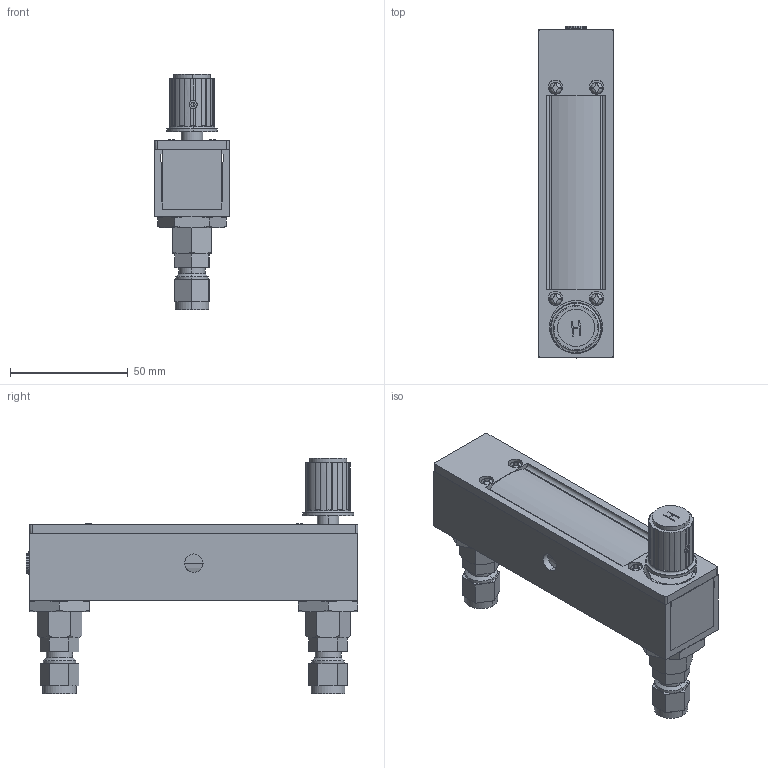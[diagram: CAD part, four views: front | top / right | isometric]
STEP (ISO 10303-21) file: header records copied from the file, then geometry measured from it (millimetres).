
FILE_DESCRIPTION (( 'STEP AP203' ), '1' );
FILE_NAME ('1350G-1-T-1.STEP', '2017-03-06T16:29:03', ( 'mrutkowski' ), ( 'Hewlett-Packard Company' ), 'SwSTEP 2.0', 'SolidWorks 2014', '' );
FILE_SCHEMA (( 'CONFIG_CONTROL_DESIGN' ));
Length unit declared in the file: inch
Products named in the file (1): 1350G-1-T-1
Bounding box: 31.75 x 141.22 x 100.39 mm (x, y, z)
Surface area: 47540.9 mm2 (no closed solid volume)
Topology: 0 solids, 28 shells, 385 faces, 1179 edges, 804 vertices
Faces by surface type: plane 239, cylinder 78, cone 58, bspline 8, torus 2
Entity records: 13799 total; most frequent: CARTESIAN_POINT 3589, ORIENTED_EDGE 2003, DIRECTION 1998, EDGE_CURVE 1179, VERTEX_POINT 804, VECTOR 672, LINE 672, AXIS2_PLACEMENT_3D 663
